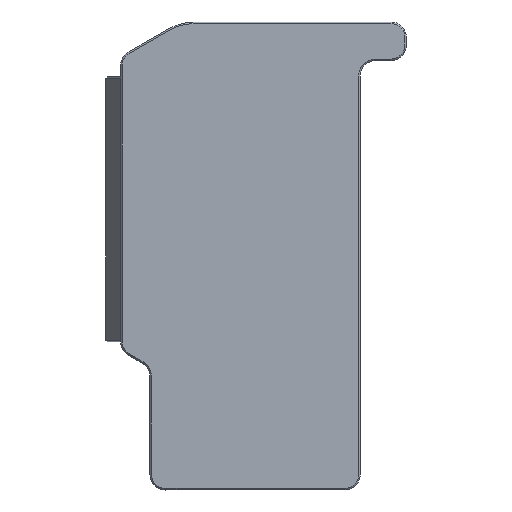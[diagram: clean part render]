
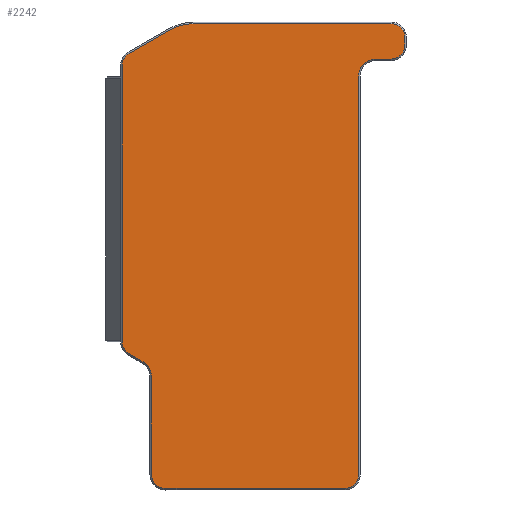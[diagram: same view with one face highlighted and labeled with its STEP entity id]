
A CAD part, top view. The second image highlights one B-rep face of the part: STEP entity #2242.
In plain terms, the highlighted planar face has unit normal (0, 0, 1).
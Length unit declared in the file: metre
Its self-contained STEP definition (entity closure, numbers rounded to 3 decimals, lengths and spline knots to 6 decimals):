
#81=CIRCLE('',#2415,0.0018);
#82=CIRCLE('',#2416,0.0022);
#83=CIRCLE('',#2417,0.0018);
#84=CIRCLE('',#2418,0.0018);
#85=CIRCLE('',#2419,0.0022);
#86=CIRCLE('',#2420,0.0018);
#87=CIRCLE('',#2421,0.0018);
#88=CIRCLE('',#2422,0.00695);
#89=CIRCLE('',#2423,0.0018);
#220=ORIENTED_EDGE('',*,*,#861,.T.);
#221=ORIENTED_EDGE('',*,*,#862,.T.);
#222=ORIENTED_EDGE('',*,*,#863,.T.);
#223=ORIENTED_EDGE('',*,*,#864,.T.);
#224=ORIENTED_EDGE('',*,*,#865,.T.);
#225=ORIENTED_EDGE('',*,*,#866,.T.);
#226=ORIENTED_EDGE('',*,*,#867,.T.);
#227=ORIENTED_EDGE('',*,*,#868,.T.);
#228=ORIENTED_EDGE('',*,*,#869,.T.);
#229=ORIENTED_EDGE('',*,*,#870,.T.);
#230=ORIENTED_EDGE('',*,*,#871,.T.);
#231=ORIENTED_EDGE('',*,*,#872,.T.);
#232=ORIENTED_EDGE('',*,*,#873,.T.);
#233=ORIENTED_EDGE('',*,*,#874,.T.);
#234=ORIENTED_EDGE('',*,*,#875,.T.);
#235=ORIENTED_EDGE('',*,*,#876,.T.);
#236=ORIENTED_EDGE('',*,*,#877,.T.);
#237=ORIENTED_EDGE('',*,*,#878,.T.);
#238=ORIENTED_EDGE('',*,*,#879,.T.);
#239=ORIENTED_EDGE('',*,*,#880,.T.);
#240=ORIENTED_EDGE('',*,*,#881,.T.);
#861=EDGE_CURVE('',#1172,#1173,#81,.T.);
#862=EDGE_CURVE('',#1173,#1174,#1364,.T.);
#863=EDGE_CURVE('',#1174,#1175,#82,.F.);
#864=EDGE_CURVE('',#1175,#1176,#1365,.T.);
#865=EDGE_CURVE('',#1176,#1177,#83,.T.);
#866=EDGE_CURVE('',#1177,#1178,#1366,.T.);
#867=EDGE_CURVE('',#1178,#1179,#1367,.T.);
#868=EDGE_CURVE('',#1179,#1180,#84,.T.);
#869=EDGE_CURVE('',#1180,#1181,#1368,.T.);
#870=EDGE_CURVE('',#1181,#1182,#85,.F.);
#871=EDGE_CURVE('',#1182,#1183,#1369,.T.);
#872=EDGE_CURVE('',#1183,#1184,#86,.T.);
#873=EDGE_CURVE('',#1184,#1185,#1370,.T.);
#874=EDGE_CURVE('',#1185,#1186,#87,.T.);
#875=EDGE_CURVE('',#1186,#1187,#1371,.T.);
#876=EDGE_CURVE('',#1187,#1188,#1372,.T.);
#877=EDGE_CURVE('',#1188,#1189,#88,.T.);
#878=EDGE_CURVE('',#1189,#1190,#1373,.T.);
#879=EDGE_CURVE('',#1190,#1191,#89,.T.);
#880=EDGE_CURVE('',#1191,#1192,#1374,.T.);
#881=EDGE_CURVE('',#1192,#1172,#1375,.T.);
#1172=VERTEX_POINT('',#3394);
#1173=VERTEX_POINT('',#3395);
#1174=VERTEX_POINT('',#3397);
#1175=VERTEX_POINT('',#3399);
#1176=VERTEX_POINT('',#3401);
#1177=VERTEX_POINT('',#3403);
#1178=VERTEX_POINT('',#3405);
#1179=VERTEX_POINT('',#3407);
#1180=VERTEX_POINT('',#3409);
#1181=VERTEX_POINT('',#3411);
#1182=VERTEX_POINT('',#3413);
#1183=VERTEX_POINT('',#3415);
#1184=VERTEX_POINT('',#3417);
#1185=VERTEX_POINT('',#3419);
#1186=VERTEX_POINT('',#3421);
#1187=VERTEX_POINT('',#3423);
#1188=VERTEX_POINT('',#3425);
#1189=VERTEX_POINT('',#3427);
#1190=VERTEX_POINT('',#3429);
#1191=VERTEX_POINT('',#3431);
#1192=VERTEX_POINT('',#3433);
#1364=LINE('',#3396,#1637);
#1365=LINE('',#3400,#1638);
#1366=LINE('',#3404,#1639);
#1367=LINE('',#3406,#1640);
#1368=LINE('',#3410,#1641);
#1369=LINE('',#3414,#1642);
#1370=LINE('',#3418,#1643);
#1371=LINE('',#3422,#1644);
#1372=LINE('',#3424,#1645);
#1373=LINE('',#3428,#1646);
#1374=LINE('',#3432,#1647);
#1375=LINE('',#3434,#1648);
#1637=VECTOR('',#2716,1.);
#1638=VECTOR('',#2719,1.);
#1639=VECTOR('',#2722,1.);
#1640=VECTOR('',#2723,1.);
#1641=VECTOR('',#2726,1.);
#1642=VECTOR('',#2729,1.);
#1643=VECTOR('',#2732,1.);
#1644=VECTOR('',#2735,1.);
#1645=VECTOR('',#2736,1.);
#1646=VECTOR('',#2739,1.);
#1647=VECTOR('',#2742,1.);
#1648=VECTOR('',#2743,1.);
#1859=EDGE_LOOP('',(#220,#221,#222,#223,#224,#225,#226,#227,#228,#229,#230,
#231,#232,#233,#234,#235,#236,#237,#238,#239,#240));
#1999=FACE_BOUND('',#1859,.T.);
#2128=PLANE('',#2414);
#2242=ADVANCED_FACE('',(#1999),#2128,.T.);
#2414=AXIS2_PLACEMENT_3D('',#3392,#2712,#2713);
#2415=AXIS2_PLACEMENT_3D('',#3393,#2714,#2715);
#2416=AXIS2_PLACEMENT_3D('',#3398,#2717,#2718);
#2417=AXIS2_PLACEMENT_3D('',#3402,#2720,#2721);
#2418=AXIS2_PLACEMENT_3D('',#3408,#2724,#2725);
#2419=AXIS2_PLACEMENT_3D('',#3412,#2727,#2728);
#2420=AXIS2_PLACEMENT_3D('',#3416,#2730,#2731);
#2421=AXIS2_PLACEMENT_3D('',#3420,#2733,#2734);
#2422=AXIS2_PLACEMENT_3D('',#3426,#2737,#2738);
#2423=AXIS2_PLACEMENT_3D('',#3430,#2740,#2741);
#2712=DIRECTION('',(0.,0.,1.));
#2713=DIRECTION('',(1.,0.,0.));
#2714=DIRECTION('',(0.,0.,1.));
#2715=DIRECTION('',(1.,0.,0.));
#2716=DIRECTION('',(0.864,-0.504,0.));
#2717=DIRECTION('',(0.,0.,1.));
#2718=DIRECTION('',(1.,0.,0.));
#2719=DIRECTION('',(0.,-1.,0.));
#2720=DIRECTION('',(0.,0.,1.));
#2721=DIRECTION('',(1.,0.,0.));
#2722=DIRECTION('',(1.,0.,0.));
#2723=DIRECTION('',(1.,0.,0.));
#2724=DIRECTION('',(0.,0.,1.));
#2725=DIRECTION('',(1.,0.,0.));
#2726=DIRECTION('',(0.,1.,0.));
#2727=DIRECTION('',(0.,0.,1.));
#2728=DIRECTION('',(1.,0.,0.));
#2729=DIRECTION('',(1.,0.,0.));
#2730=DIRECTION('',(0.,0.,1.));
#2731=DIRECTION('',(1.,0.,0.));
#2732=DIRECTION('',(0.,1.,0.));
#2733=DIRECTION('',(0.,0.,1.));
#2734=DIRECTION('',(1.,0.,0.));
#2735=DIRECTION('',(-1.,0.,0.));
#2736=DIRECTION('',(-1.,0.,0.));
#2737=DIRECTION('',(0.,0.,1.));
#2738=DIRECTION('',(1.,0.,0.));
#2739=DIRECTION('',(-0.866,-0.5,0.));
#2740=DIRECTION('',(0.,0.,1.));
#2741=DIRECTION('',(1.,0.,0.));
#2742=DIRECTION('',(0.,-1.,0.));
#2743=DIRECTION('',(0.,-1.,0.));
#3392=CARTESIAN_POINT('',(-0.061627,0.030302,0.0225));
#3393=CARTESIAN_POINT('',(-0.075598,0.019184,0.0225));
#3394=CARTESIAN_POINT('',(-0.077398,0.019184,0.0225));
#3395=CARTESIAN_POINT('',(-0.076497,0.017625,0.0225));
#3396=CARTESIAN_POINT('',(-0.070915,0.014371,0.0225));
#3397=CARTESIAN_POINT('',(-0.074696,0.016575,0.0225));
#3398=CARTESIAN_POINT('',(-0.075797,0.014671,0.0225));
#3399=CARTESIAN_POINT('',(-0.073597,0.014671,0.0225));
#3400=CARTESIAN_POINT('',(-0.073598,0.030302,0.0225));
#3401=CARTESIAN_POINT('',(-0.073597,0.001981,0.0225));
#3402=CARTESIAN_POINT('',(-0.071797,0.001981,0.0225));
#3403=CARTESIAN_POINT('',(-0.071797,0.000181,0.0225));
#3404=CARTESIAN_POINT('',(-0.069598,0.000181,0.0225));
#3405=CARTESIAN_POINT('',(-0.069598,0.000181,0.0225));
#3406=CARTESIAN_POINT('',(-0.048557,0.000181,0.0225));
#3407=CARTESIAN_POINT('',(-0.048557,0.000181,0.0225));
#3408=CARTESIAN_POINT('',(-0.048557,0.001981,0.0225));
#3409=CARTESIAN_POINT('',(-0.046757,0.001981,0.0225));
#3410=CARTESIAN_POINT('',(-0.046757,0.030302,0.0225));
#3411=CARTESIAN_POINT('',(-0.046757,0.053623,0.0225));
#3412=CARTESIAN_POINT('',(-0.044557,0.053623,0.0225));
#3413=CARTESIAN_POINT('',(-0.044557,0.055823,0.0225));
#3414=CARTESIAN_POINT('',(-0.042557,0.055823,0.0225));
#3415=CARTESIAN_POINT('',(-0.042557,0.055823,0.0225));
#3416=CARTESIAN_POINT('',(-0.042557,0.057623,0.0225));
#3417=CARTESIAN_POINT('',(-0.040757,0.057623,0.0225));
#3418=CARTESIAN_POINT('',(-0.040757,0.058623,0.0225));
#3419=CARTESIAN_POINT('',(-0.040757,0.058623,0.0225));
#3420=CARTESIAN_POINT('',(-0.042557,0.058623,0.0225));
#3421=CARTESIAN_POINT('',(-0.042557,0.060423,0.0225));
#3422=CARTESIAN_POINT('',(-0.064621,0.060423,0.0225));
#3423=CARTESIAN_POINT('',(-0.064621,0.060423,0.0225));
#3424=CARTESIAN_POINT('',(-0.061627,0.060423,0.0225));
#3425=CARTESIAN_POINT('',(-0.067948,0.060423,0.0225));
#3426=CARTESIAN_POINT('',(-0.067948,0.053473,0.0225));
#3427=CARTESIAN_POINT('',(-0.071423,0.059492,0.0225));
#3428=CARTESIAN_POINT('',(-0.076716,0.056436,0.0225));
#3429=CARTESIAN_POINT('',(-0.076498,0.056562,0.0225));
#3430=CARTESIAN_POINT('',(-0.075598,0.055003,0.0225));
#3431=CARTESIAN_POINT('',(-0.077398,0.055003,0.0225));
#3432=CARTESIAN_POINT('',(-0.077398,0.030302,0.0225));
#3433=CARTESIAN_POINT('',(-0.077398,0.053527,0.0225));
#3434=CARTESIAN_POINT('',(-0.077398,0.019184,0.0225));
